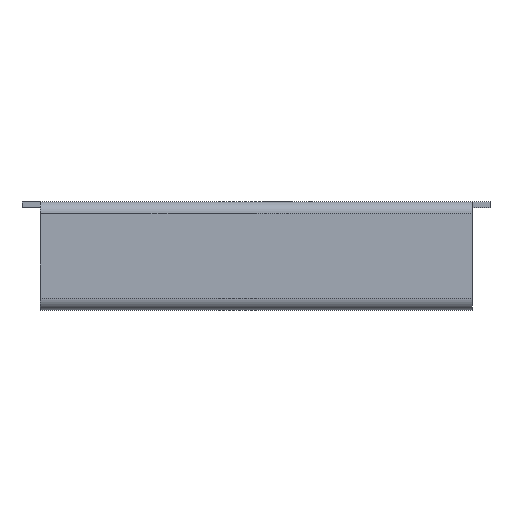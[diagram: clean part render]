
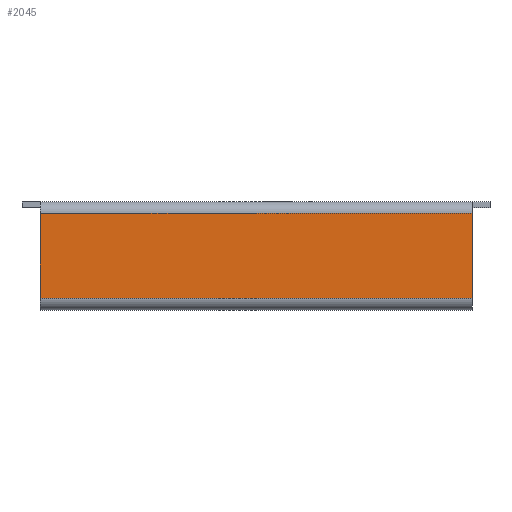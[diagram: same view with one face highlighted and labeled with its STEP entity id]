
A CAD part, top view. The second image highlights one B-rep face of the part: STEP entity #2045.
In plain terms, the highlighted planar face has unit normal (0, 0, 1).
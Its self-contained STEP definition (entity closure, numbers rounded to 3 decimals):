
#116 = ORIENTED_EDGE ( 'NONE', *, *, #1710, .F. ) ;
#183 = LINE ( 'NONE', #2945, #743 ) ;
#264 = DIRECTION ( 'NONE',  ( 0., -1., 0. ) ) ;
#312 = EDGE_CURVE ( 'NONE', #2682, #1326, #437, .T. ) ;
#337 = ORIENTED_EDGE ( 'NONE', *, *, #1139, .F. ) ;
#437 = LINE ( 'NONE', #1431, #501 ) ;
#501 = VECTOR ( 'NONE', #2683, 1000. ) ;
#520 = CARTESIAN_POINT ( 'NONE',  ( 10., -23.6, 30. ) ) ;
#558 = AXIS2_PLACEMENT_3D ( 'NONE', #607, #1607, #891 ) ;
#607 = CARTESIAN_POINT ( 'NONE',  ( 280., 23.6, 30. ) ) ;
#687 = VERTEX_POINT ( 'NONE', #2603 ) ;
#743 = VECTOR ( 'NONE', #3018, 1000. ) ;
#891 = DIRECTION ( 'NONE',  ( 0., -1., 0. ) ) ;
#895 = EDGE_CURVE ( 'NONE', #687, #2682, #2726, .T. ) ;
#911 = PLANE ( 'NONE',  #558 ) ;
#960 = VECTOR ( 'NONE', #264, 1000. ) ;
#1139 = EDGE_CURVE ( 'NONE', #1326, #2220, #2799, .T. ) ;
#1316 = VECTOR ( 'NONE', #2294, 1000. ) ;
#1326 = VERTEX_POINT ( 'NONE', #520 ) ;
#1431 = CARTESIAN_POINT ( 'NONE',  ( 280., -23.6, 30. ) ) ;
#1540 = CARTESIAN_POINT ( 'NONE',  ( 10., -23.6, 30. ) ) ;
#1607 = DIRECTION ( 'NONE',  ( 0., 0., -1. ) ) ;
#1690 = CARTESIAN_POINT ( 'NONE',  ( 250., -23.6, 30. ) ) ;
#1710 = EDGE_CURVE ( 'NONE', #2220, #687, #183, .T. ) ;
#2021 = CARTESIAN_POINT ( 'NONE',  ( 10., 23.6, 30. ) ) ;
#2027 = ORIENTED_EDGE ( 'NONE', *, *, #895, .F. ) ;
#2045 = ADVANCED_FACE ( 'NONE', ( #3161 ), #911, .F. ) ;
#2066 = EDGE_LOOP ( 'NONE', ( #116, #337, #2527, #2027 ) ) ;
#2220 = VERTEX_POINT ( 'NONE', #2021 ) ;
#2294 = DIRECTION ( 'NONE',  ( 0., 1., 0. ) ) ;
#2527 = ORIENTED_EDGE ( 'NONE', *, *, #312, .F. ) ;
#2603 = CARTESIAN_POINT ( 'NONE',  ( 250., 23.6, 30. ) ) ;
#2682 = VERTEX_POINT ( 'NONE', #1690 ) ;
#2683 = DIRECTION ( 'NONE',  ( -1., 0., 0. ) ) ;
#2726 = LINE ( 'NONE', #2988, #960 ) ;
#2799 = LINE ( 'NONE', #1540, #1316 ) ;
#2945 = CARTESIAN_POINT ( 'NONE',  ( 280., 23.6, 30. ) ) ;
#2988 = CARTESIAN_POINT ( 'NONE',  ( 250., 0., 30. ) ) ;
#3018 = DIRECTION ( 'NONE',  ( 1., 0., 0. ) ) ;
#3161 = FACE_OUTER_BOUND ( 'NONE', #2066, .T. ) ;
